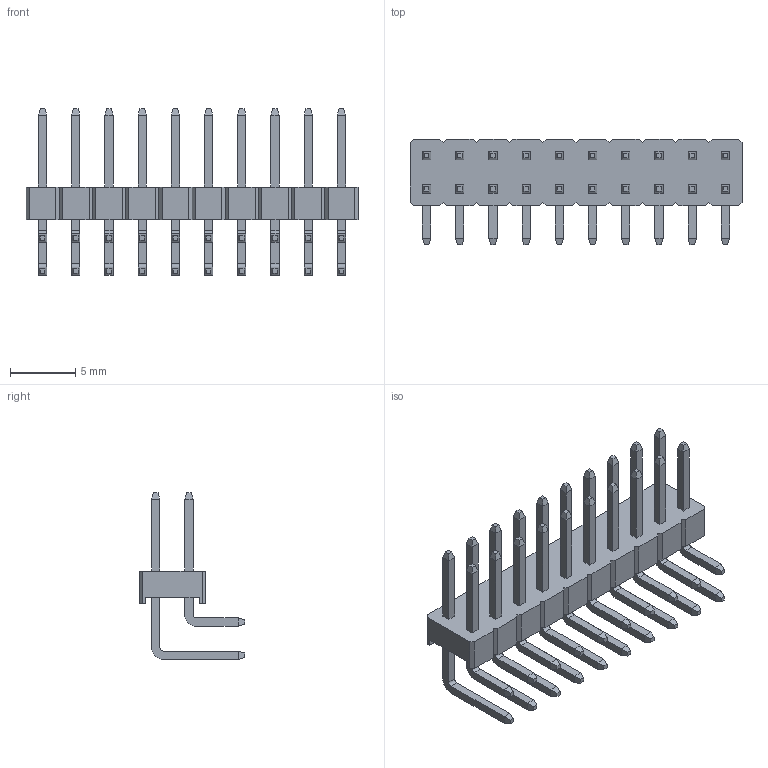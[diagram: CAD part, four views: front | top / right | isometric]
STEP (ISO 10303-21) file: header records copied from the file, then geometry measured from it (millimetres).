
FILE_DESCRIPTION (( 'STEP AP214' ), '1' );
FILE_NAME ('DD888E07-6019-4242-8CBA-E9E00709F732.STEP', '2023-03-09T21:57:14', ( '' ), ( '' ), 'SwSTEP 2.0', 'SolidWorks 2022', '' );
FILE_SCHEMA (( 'AUTOMOTIVE_DESIGN' ));
Length unit declared in the file: millimetre
Products named in the file (1): DD888E07-6019-4242-8CBA-E9E00709F732
Bounding box: 25.4 x 8.08 x 12.76 mm (x, y, z)
Volume: 382.8 mm3; surface area: 1155.8 mm2
Topology: 1 solids, 1 shells, 508 faces, 1238 edges, 772 vertices
Faces by surface type: plane 468, cylinder 40
Entity records: 15224 total; most frequent: CARTESIAN_POINT 2519, ORIENTED_EDGE 2476, DIRECTION 2336, EDGE_CURVE 1238, VECTOR 1158, LINE 1158, VERTEX_POINT 772, AXIS2_PLACEMENT_3D 589
